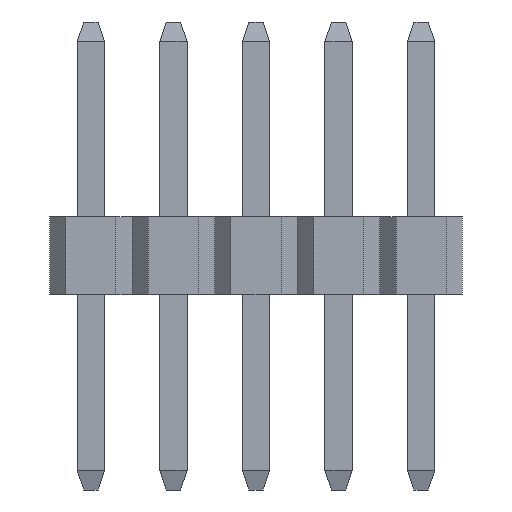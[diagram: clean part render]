
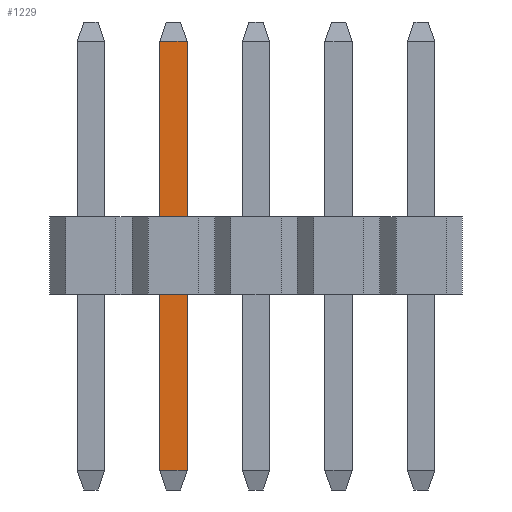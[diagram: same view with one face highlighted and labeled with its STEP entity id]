
A CAD part, left-side view. The second image highlights one B-rep face of the part: STEP entity #1229.
In plain terms, the highlighted face is planar.
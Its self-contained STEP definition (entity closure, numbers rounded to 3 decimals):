
#817 = PLANE('',#818);
#818 = AXIS2_PLACEMENT_3D('',#819,#820,#821);
#819 = CARTESIAN_POINT('',(1.06,-0.21,-3.));
#820 = DIRECTION('',(-1.,0.,0.));
#821 = DIRECTION('',(0.,1.,0.));
#873 = PLANE('',#874);
#874 = AXIS2_PLACEMENT_3D('',#875,#876,#877);
#875 = CARTESIAN_POINT('',(1.48,0.21,-3.));
#876 = DIRECTION('',(1.,0.,0.));
#877 = DIRECTION('',(0.,-1.,0.));
#914 = EDGE_CURVE('',#915,#917,#919,.T.);
#915 = VERTEX_POINT('',#916);
#916 = CARTESIAN_POINT('',(1.06,-0.21,-2.7));
#917 = VERTEX_POINT('',#918);
#918 = CARTESIAN_POINT('',(1.06,-0.21,3.9));
#919 = SURFACE_CURVE('',#920,(#924,#931),.PCURVE_S1.);
#920 = LINE('',#921,#922);
#921 = CARTESIAN_POINT('',(1.06,-0.21,-3.));
#922 = VECTOR('',#923,1.);
#923 = DIRECTION('',(0.,0.,1.));
#924 = PCURVE('',#817,#925);
#925 = DEFINITIONAL_REPRESENTATION('',(#926),#930);
#926 = LINE('',#927,#928);
#927 = CARTESIAN_POINT('',(0.,0.));
#928 = VECTOR('',#929,1.);
#929 = DIRECTION('',(0.,-1.));
#930 = ( GEOMETRIC_REPRESENTATION_CONTEXT(2) 
PARAMETRIC_REPRESENTATION_CONTEXT() REPRESENTATION_CONTEXT('2D SPACE',''
  ) );
#931 = PCURVE('',#932,#937);
#932 = PLANE('',#933);
#933 = AXIS2_PLACEMENT_3D('',#934,#935,#936);
#934 = CARTESIAN_POINT('',(1.48,-0.21,-3.));
#935 = DIRECTION('',(0.,-1.,0.));
#936 = DIRECTION('',(-1.,0.,0.));
#937 = DEFINITIONAL_REPRESENTATION('',(#938),#942);
#938 = LINE('',#939,#940);
#939 = CARTESIAN_POINT('',(0.42,0.));
#940 = VECTOR('',#941,1.);
#941 = DIRECTION('',(0.,-1.));
#942 = ( GEOMETRIC_REPRESENTATION_CONTEXT(2) 
PARAMETRIC_REPRESENTATION_CONTEXT() REPRESENTATION_CONTEXT('2D SPACE',''
  ) );
#1164 = VERTEX_POINT('',#1165);
#1165 = CARTESIAN_POINT('',(1.48,-0.21,3.9));
#1186 = EDGE_CURVE('',#1187,#1164,#1189,.T.);
#1187 = VERTEX_POINT('',#1188);
#1188 = CARTESIAN_POINT('',(1.48,-0.21,-2.7));
#1189 = SURFACE_CURVE('',#1190,(#1194,#1201),.PCURVE_S1.);
#1190 = LINE('',#1191,#1192);
#1191 = CARTESIAN_POINT('',(1.48,-0.21,-3.));
#1192 = VECTOR('',#1193,1.);
#1193 = DIRECTION('',(0.,0.,1.));
#1194 = PCURVE('',#873,#1195);
#1195 = DEFINITIONAL_REPRESENTATION('',(#1196),#1200);
#1196 = LINE('',#1197,#1198);
#1197 = CARTESIAN_POINT('',(0.42,0.));
#1198 = VECTOR('',#1199,1.);
#1199 = DIRECTION('',(0.,-1.));
#1200 = ( GEOMETRIC_REPRESENTATION_CONTEXT(2) 
PARAMETRIC_REPRESENTATION_CONTEXT() REPRESENTATION_CONTEXT('2D SPACE',''
  ) );
#1201 = PCURVE('',#932,#1202);
#1202 = DEFINITIONAL_REPRESENTATION('',(#1203),#1207);
#1203 = LINE('',#1204,#1205);
#1204 = CARTESIAN_POINT('',(0.,0.));
#1205 = VECTOR('',#1206,1.);
#1206 = DIRECTION('',(0.,-1.));
#1207 = ( GEOMETRIC_REPRESENTATION_CONTEXT(2) 
PARAMETRIC_REPRESENTATION_CONTEXT() REPRESENTATION_CONTEXT('2D SPACE',''
  ) );
#1229 = ADVANCED_FACE('',(#1230),#932,.T.);
#1230 = FACE_BOUND('',#1231,.T.);
#1231 = EDGE_LOOP('',(#1232,#1233,#1259,#1260));
#1232 = ORIENTED_EDGE('',*,*,#1186,.T.);
#1233 = ORIENTED_EDGE('',*,*,#1234,.T.);
#1234 = EDGE_CURVE('',#1164,#917,#1235,.T.);
#1235 = SURFACE_CURVE('',#1236,(#1240,#1247),.PCURVE_S1.);
#1236 = LINE('',#1237,#1238);
#1237 = CARTESIAN_POINT('',(1.48,-0.21,3.9));
#1238 = VECTOR('',#1239,1.);
#1239 = DIRECTION('',(-1.,0.,0.));
#1240 = PCURVE('',#932,#1241);
#1241 = DEFINITIONAL_REPRESENTATION('',(#1242),#1246);
#1242 = LINE('',#1243,#1244);
#1243 = CARTESIAN_POINT('',(0.,-6.9));
#1244 = VECTOR('',#1245,1.);
#1245 = DIRECTION('',(1.,0.));
#1246 = ( GEOMETRIC_REPRESENTATION_CONTEXT(2) 
PARAMETRIC_REPRESENTATION_CONTEXT() REPRESENTATION_CONTEXT('2D SPACE',''
  ) );
#1247 = PCURVE('',#1248,#1253);
#1248 = PLANE('',#1249);
#1249 = AXIS2_PLACEMENT_3D('',#1250,#1251,#1252);
#1250 = CARTESIAN_POINT('',(1.48,-0.16,4.05));
#1251 = DIRECTION('',(0.,-0.949,
    0.316));
#1252 = DIRECTION('',(1.,0.,0.));
#1253 = DEFINITIONAL_REPRESENTATION('',(#1254),#1258);
#1254 = LINE('',#1255,#1256);
#1255 = CARTESIAN_POINT('',(0.,-0.158));
#1256 = VECTOR('',#1257,1.);
#1257 = DIRECTION('',(-1.,0.));
#1258 = ( GEOMETRIC_REPRESENTATION_CONTEXT(2) 
PARAMETRIC_REPRESENTATION_CONTEXT() REPRESENTATION_CONTEXT('2D SPACE',''
  ) );
#1259 = ORIENTED_EDGE('',*,*,#914,.F.);
#1260 = ORIENTED_EDGE('',*,*,#1261,.F.);
#1261 = EDGE_CURVE('',#1187,#915,#1262,.T.);
#1262 = SURFACE_CURVE('',#1263,(#1267,#1274),.PCURVE_S1.);
#1263 = LINE('',#1264,#1265);
#1264 = CARTESIAN_POINT('',(1.48,-0.21,-2.7));
#1265 = VECTOR('',#1266,1.);
#1266 = DIRECTION('',(-1.,0.,0.));
#1267 = PCURVE('',#932,#1268);
#1268 = DEFINITIONAL_REPRESENTATION('',(#1269),#1273);
#1269 = LINE('',#1270,#1271);
#1270 = CARTESIAN_POINT('',(0.,-0.3));
#1271 = VECTOR('',#1272,1.);
#1272 = DIRECTION('',(1.,0.));
#1273 = ( GEOMETRIC_REPRESENTATION_CONTEXT(2) 
PARAMETRIC_REPRESENTATION_CONTEXT() REPRESENTATION_CONTEXT('2D SPACE',''
  ) );
#1274 = PCURVE('',#1275,#1280);
#1275 = PLANE('',#1276);
#1276 = AXIS2_PLACEMENT_3D('',#1277,#1278,#1279);
#1277 = CARTESIAN_POINT('',(1.48,-0.16,-2.85));
#1278 = DIRECTION('',(0.,0.949,0.316)
  );
#1279 = DIRECTION('',(1.,0.,0.));
#1280 = DEFINITIONAL_REPRESENTATION('',(#1281),#1285);
#1281 = LINE('',#1282,#1283);
#1282 = CARTESIAN_POINT('',(0.,-0.158));
#1283 = VECTOR('',#1284,1.);
#1284 = DIRECTION('',(-1.,0.));
#1285 = ( GEOMETRIC_REPRESENTATION_CONTEXT(2) 
PARAMETRIC_REPRESENTATION_CONTEXT() REPRESENTATION_CONTEXT('2D SPACE',''
  ) );
